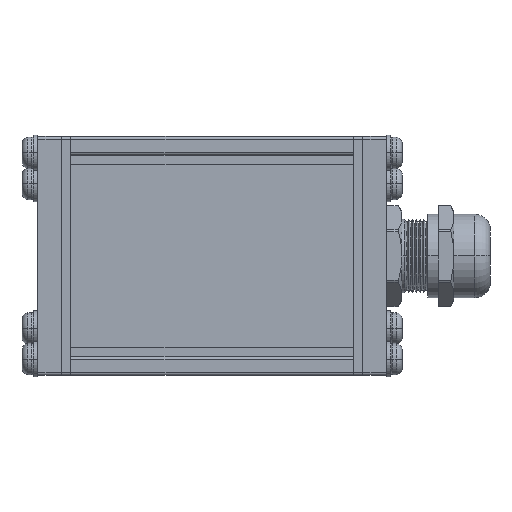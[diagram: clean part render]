
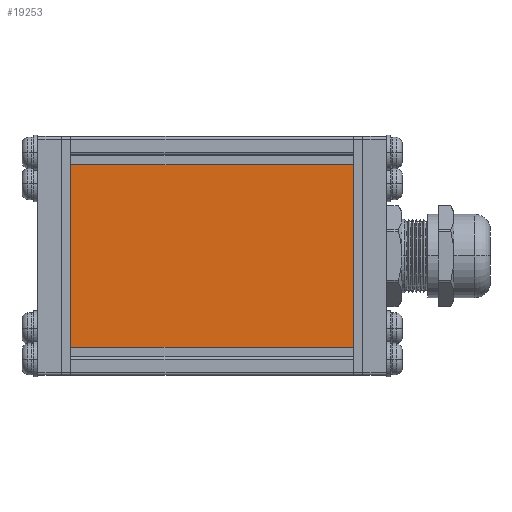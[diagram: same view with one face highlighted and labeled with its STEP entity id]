
A CAD part, top view. The second image highlights one B-rep face of the part: STEP entity #19253.
In plain terms, the highlighted planar face has unit normal (0, 0, 1).
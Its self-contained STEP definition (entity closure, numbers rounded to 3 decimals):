
#1354 = ORIENTED_EDGE ( 'NONE', *, *, #64860, .T. ) ;
#4492 = VERTEX_POINT ( 'NONE', #13426 ) ;
#5311 = CARTESIAN_POINT ( 'NONE',  ( -19.05, -12.319, 14.565 ) ) ;
#9389 = DIRECTION ( 'NONE',  ( -1., 0., 0. ) ) ;
#10617 = EDGE_CURVE ( 'NONE', #4492, #42551, #44376, .T. ) ;
#13281 = VECTOR ( 'NONE', #70595, 1000. ) ;
#13426 = CARTESIAN_POINT ( 'NONE',  ( 19.05, -12.319, 14.565 ) ) ;
#13448 = CARTESIAN_POINT ( 'NONE',  ( 19.05, 12.319, 14.565 ) ) ;
#15677 = CARTESIAN_POINT ( 'NONE',  ( 19.05, 12.319, 14.565 ) ) ;
#17551 = DIRECTION ( 'NONE',  ( 0., -1., 0. ) ) ;
#18933 = VERTEX_POINT ( 'NONE', #38022 ) ;
#18945 = EDGE_CURVE ( 'NONE', #36448, #4492, #23719, .T. ) ;
#19253 = ADVANCED_FACE ( 'NONE', ( #35339 ), #39313, .F. ) ;
#22392 = DIRECTION ( 'NONE',  ( -1., 0., 0. ) ) ;
#23493 = CARTESIAN_POINT ( 'NONE',  ( 19.05, -12.319, 14.565 ) ) ;
#23531 = DIRECTION ( 'NONE',  ( 0., 0., -1. ) ) ;
#23719 = LINE ( 'NONE', #23493, #41006 ) ;
#27614 = ORIENTED_EDGE ( 'NONE', *, *, #18945, .F. ) ;
#30133 = ORIENTED_EDGE ( 'NONE', *, *, #10617, .F. ) ;
#30430 = CARTESIAN_POINT ( 'NONE',  ( -19.05, -12.319, 14.565 ) ) ;
#31000 = CARTESIAN_POINT ( 'NONE',  ( 19.05, -12.319, 14.565 ) ) ;
#33460 = CARTESIAN_POINT ( 'NONE',  ( 19.05, -12.319, 14.565 ) ) ;
#33667 = LINE ( 'NONE', #15677, #50829 ) ;
#35339 = FACE_OUTER_BOUND ( 'NONE', #79693, .T. ) ;
#36448 = VERTEX_POINT ( 'NONE', #13448 ) ;
#38022 = CARTESIAN_POINT ( 'NONE',  ( -19.05, 12.319, 14.565 ) ) ;
#39313 = PLANE ( 'NONE',  #45213 ) ;
#41006 = VECTOR ( 'NONE', #46651, 1000. ) ;
#42551 = VERTEX_POINT ( 'NONE', #30430 ) ;
#42855 = ORIENTED_EDGE ( 'NONE', *, *, #88504, .T. ) ;
#44376 = LINE ( 'NONE', #33460, #13281 ) ;
#45213 = AXIS2_PLACEMENT_3D ( 'NONE', #31000, #23531, #9389 ) ;
#46651 = DIRECTION ( 'NONE',  ( 0., -1., 0. ) ) ;
#50829 = VECTOR ( 'NONE', #22392, 1000. ) ;
#55070 = LINE ( 'NONE', #5311, #67643 ) ;
#64860 = EDGE_CURVE ( 'NONE', #18933, #42551, #55070, .T. ) ;
#67643 = VECTOR ( 'NONE', #17551, 1000. ) ;
#70595 = DIRECTION ( 'NONE',  ( -1., 0., 0. ) ) ;
#79693 = EDGE_LOOP ( 'NONE', ( #1354, #30133, #27614, #42855 ) ) ;
#88504 = EDGE_CURVE ( 'NONE', #36448, #18933, #33667, .T. ) ;
